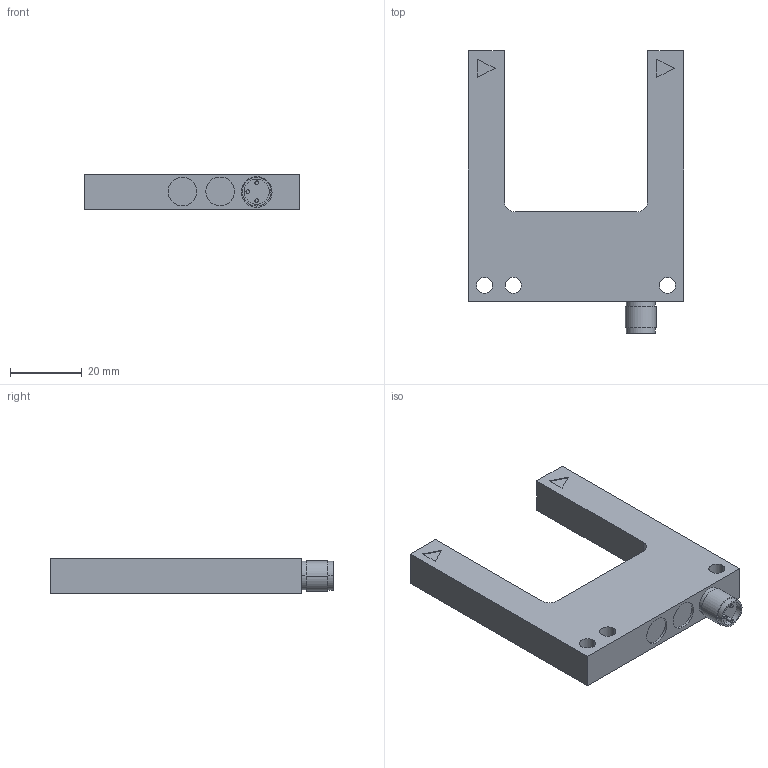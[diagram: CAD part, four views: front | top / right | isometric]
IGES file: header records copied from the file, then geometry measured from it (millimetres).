
Start section: IMSI TurboCAD v14.0
Global section: author: NULL; organization: NULL; date: 20141126.120619; units: millimetre
Bounding box: 60 x 78.9 x 10 mm (x, y, z)
Surface area: 8957.8 mm2 (no closed solid volume)
Topology: 0 solids, 0 shells, 55 faces, 266 edges, 264 vertices
Faces by surface type: revolution 28, extrusion 27
